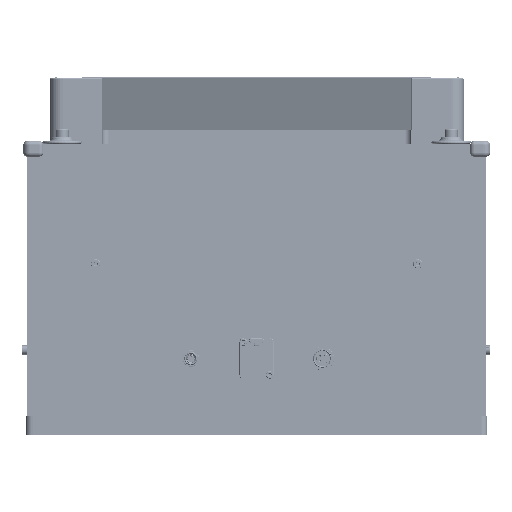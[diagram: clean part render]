
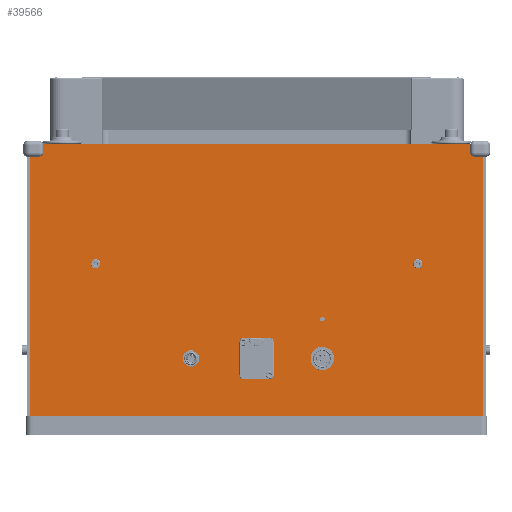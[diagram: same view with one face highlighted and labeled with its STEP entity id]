
A CAD part, front view. The second image highlights one B-rep face of the part: STEP entity #39566.
In plain terms, the highlighted face is planar.
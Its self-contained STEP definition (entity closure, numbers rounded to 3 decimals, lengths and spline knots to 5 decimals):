
#2310=PLANE('',#44162);
#5906=CIRCLE('',#44163,0.00225);
#5907=CIRCLE('',#44164,0.00225);
#5908=CIRCLE('',#44165,0.00525);
#5909=CIRCLE('',#44166,0.00175);
#5910=CIRCLE('',#44167,0.00175);
#5911=CIRCLE('',#44168,0.012);
#5912=CIRCLE('',#44169,0.0065);
#5913=CIRCLE('',#44170,0.00175);
#15104=ORIENTED_EDGE('',*,*,#21644,.T.);
#15105=ORIENTED_EDGE('',*,*,#21645,.T.);
#15106=ORIENTED_EDGE('',*,*,#21646,.T.);
#15107=ORIENTED_EDGE('',*,*,#21647,.T.);
#15108=ORIENTED_EDGE('',*,*,#21648,.T.);
#15109=ORIENTED_EDGE('',*,*,#21649,.T.);
#15110=ORIENTED_EDGE('',*,*,#21650,.T.);
#15111=ORIENTED_EDGE('',*,*,#21651,.T.);
#15112=ORIENTED_EDGE('',*,*,#21631,.F.);
#15113=ORIENTED_EDGE('',*,*,#21652,.T.);
#15114=ORIENTED_EDGE('',*,*,#21626,.T.);
#15115=ORIENTED_EDGE('',*,*,#21653,.F.);
#21626=EDGE_CURVE('',#25779,#25780,#27701,.T.);
#21631=EDGE_CURVE('',#25783,#25785,#27706,.T.);
#21644=EDGE_CURVE('',#25795,#25795,#5906,.T.);
#21645=EDGE_CURVE('',#25796,#25796,#5907,.T.);
#21646=EDGE_CURVE('',#25797,#25797,#5908,.T.);
#21647=EDGE_CURVE('',#25798,#25798,#5909,.T.);
#21648=EDGE_CURVE('',#25799,#25799,#5910,.T.);
#21649=EDGE_CURVE('',#25800,#25800,#5911,.T.);
#21650=EDGE_CURVE('',#25801,#25801,#5912,.T.);
#21651=EDGE_CURVE('',#25802,#25802,#5913,.T.);
#21652=EDGE_CURVE('',#25783,#25779,#27711,.T.);
#21653=EDGE_CURVE('',#25785,#25780,#27712,.T.);
#25779=VERTEX_POINT('',#80496);
#25780=VERTEX_POINT('',#80497);
#25783=VERTEX_POINT('',#80505);
#25785=VERTEX_POINT('',#80508);
#25795=VERTEX_POINT('',#80533);
#25796=VERTEX_POINT('',#80535);
#25797=VERTEX_POINT('',#80537);
#25798=VERTEX_POINT('',#80539);
#25799=VERTEX_POINT('',#80541);
#25800=VERTEX_POINT('',#80543);
#25801=VERTEX_POINT('',#80545);
#25802=VERTEX_POINT('',#80547);
#27701=LINE('',#80495,#29525);
#27706=LINE('',#80507,#29530);
#27711=LINE('',#80548,#29535);
#27712=LINE('',#80549,#29536);
#29525=VECTOR('',#52695,1.);
#29530=VECTOR('',#52702,1.);
#29535=VECTOR('',#52743,1.);
#29536=VECTOR('',#52744,1.);
#33006=EDGE_LOOP('',(#15104));
#33007=EDGE_LOOP('',(#15105));
#33008=EDGE_LOOP('',(#15106));
#33009=EDGE_LOOP('',(#15107));
#33010=EDGE_LOOP('',(#15108));
#33011=EDGE_LOOP('',(#15109));
#33012=EDGE_LOOP('',(#15110));
#33013=EDGE_LOOP('',(#15111));
#33014=EDGE_LOOP('',(#15112,#15113,#15114,#15115));
#36485=FACE_BOUND('',#33006,.T.);
#36486=FACE_BOUND('',#33007,.T.);
#36487=FACE_BOUND('',#33008,.T.);
#36488=FACE_BOUND('',#33009,.T.);
#36489=FACE_BOUND('',#33010,.T.);
#36490=FACE_BOUND('',#33011,.T.);
#36491=FACE_BOUND('',#33012,.T.);
#36492=FACE_BOUND('',#33013,.T.);
#36493=FACE_BOUND('',#33014,.T.);
#39566=ADVANCED_FACE('',(#36485,#36486,#36487,#36488,#36489,#36490,#36491,
#36492,#36493),#2310,.F.);
#44162=AXIS2_PLACEMENT_3D('',#80531,#52725,#52726);
#44163=AXIS2_PLACEMENT_3D('',#80532,#52727,#52728);
#44164=AXIS2_PLACEMENT_3D('',#80534,#52729,#52730);
#44165=AXIS2_PLACEMENT_3D('',#80536,#52731,#52732);
#44166=AXIS2_PLACEMENT_3D('',#80538,#52733,#52734);
#44167=AXIS2_PLACEMENT_3D('',#80540,#52735,#52736);
#44168=AXIS2_PLACEMENT_3D('',#80542,#52737,#52738);
#44169=AXIS2_PLACEMENT_3D('',#80544,#52739,#52740);
#44170=AXIS2_PLACEMENT_3D('',#80546,#52741,#52742);
#52695=DIRECTION('',(-1.,0.,0.));
#52702=DIRECTION('',(-1.,0.,0.));
#52725=DIRECTION('',(0.,0.,1.));
#52726=DIRECTION('',(1.,0.,0.));
#52727=DIRECTION('',(0.,0.,1.));
#52728=DIRECTION('',(1.,0.,0.));
#52729=DIRECTION('',(0.,0.,1.));
#52730=DIRECTION('',(1.,0.,0.));
#52731=DIRECTION('',(0.,0.,1.));
#52732=DIRECTION('',(1.,0.,0.));
#52733=DIRECTION('',(0.,0.,1.));
#52734=DIRECTION('',(1.,0.,0.));
#52735=DIRECTION('',(0.,0.,1.));
#52736=DIRECTION('',(1.,0.,0.));
#52737=DIRECTION('',(0.,0.,1.));
#52738=DIRECTION('',(1.,0.,0.));
#52739=DIRECTION('',(0.,0.,1.));
#52740=DIRECTION('',(1.,0.,0.));
#52741=DIRECTION('',(0.,0.,1.));
#52742=DIRECTION('',(1.,0.,0.));
#52743=DIRECTION('',(0.,-1.,0.));
#52744=DIRECTION('',(0.,-1.,0.));
#80495=CARTESIAN_POINT('',(0.,-0.1725,0.));
#80496=CARTESIAN_POINT('',(0.0435,-0.1725,0.));
#80497=CARTESIAN_POINT('',(-0.1635,-0.1725,0.));
#80505=CARTESIAN_POINT('',(0.0435,0.1725,0.));
#80507=CARTESIAN_POINT('',(0.,0.1725,0.));
#80508=CARTESIAN_POINT('',(-0.1635,0.1725,0.));
#80531=CARTESIAN_POINT('',(0.,0.,0.));
#80532=CARTESIAN_POINT('',(-0.072,0.12243,0.));
#80533=CARTESIAN_POINT('',(-0.06975,0.12243,0.));
#80534=CARTESIAN_POINT('',(-0.072,-0.12257,0.));
#80535=CARTESIAN_POINT('',(-0.06975,-0.12257,0.));
#80536=CARTESIAN_POINT('',(0.,0.05,0.));
#80537=CARTESIAN_POINT('',(0.00525,0.05,0.));
#80538=CARTESIAN_POINT('',(-0.012,-0.0095,0.));
#80539=CARTESIAN_POINT('',(-0.01025,-0.0095,0.));
#80540=CARTESIAN_POINT('',(0.012,0.0095,0.));
#80541=CARTESIAN_POINT('',(0.01375,0.0095,0.));
#80542=CARTESIAN_POINT('',(0.,0.,0.));
#80543=CARTESIAN_POINT('',(0.012,0.,0.));
#80544=CARTESIAN_POINT('',(0.,-0.05,0.));
#80545=CARTESIAN_POINT('',(0.0065,-0.05,0.));
#80546=CARTESIAN_POINT('',(-0.03,-0.05,0.));
#80547=CARTESIAN_POINT('',(-0.02825,-0.05,0.));
#80548=CARTESIAN_POINT('',(0.0435,0.,0.));
#80549=CARTESIAN_POINT('',(-0.1635,0.,0.));
